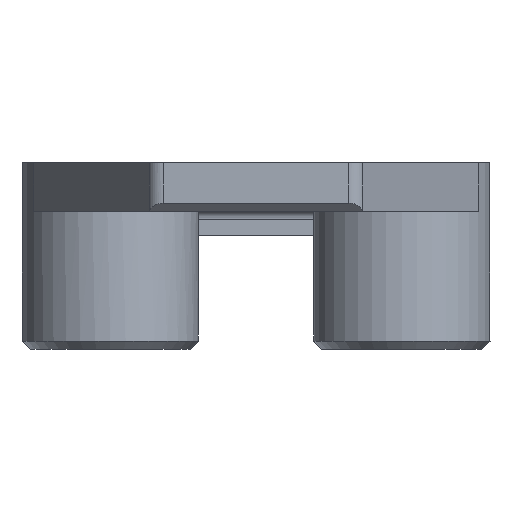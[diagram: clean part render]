
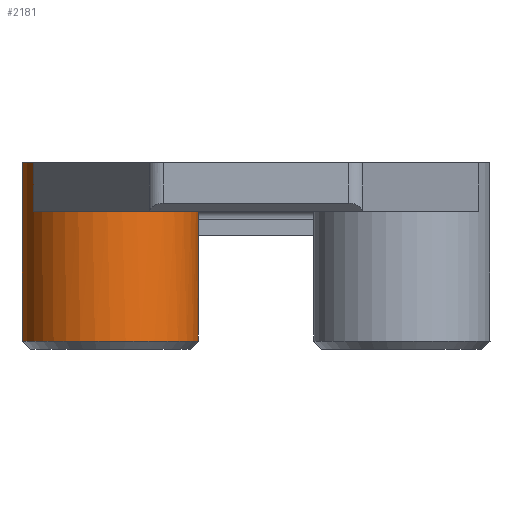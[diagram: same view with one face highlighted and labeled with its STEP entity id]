
A CAD part, front view. The second image highlights one B-rep face of the part: STEP entity #2181.
In plain terms, the highlighted cylindrical face has radius 11 mm (diameter 22 mm), a full revolution.
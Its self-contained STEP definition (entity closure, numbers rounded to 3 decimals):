
#191=FACE_OUTER_BOUND('',#333,.T.);
#333=EDGE_LOOP('',(#1727,#1728,#1729,#1730,#1731,#1732,#1733,#1734,#1735,
#1736));
#412=CIRCLE('',#2267,11.);
#455=CIRCLE('',#2329,11.);
#456=CIRCLE('',#2330,11.);
#488=CIRCLE('',#2396,11.);
#571=LINE('',#3408,#775);
#572=LINE('',#3409,#776);
#599=LINE('',#3517,#803);
#600=LINE('',#3519,#804);
#601=LINE('',#3520,#805);
#775=VECTOR('',#2742,10.);
#776=VECTOR('',#2743,1000.);
#803=VECTOR('',#2854,11.);
#804=VECTOR('',#2855,10.);
#805=VECTOR('',#2856,1000.);
#929=VERTEX_POINT('',#3176);
#930=VERTEX_POINT('',#3178);
#992=VERTEX_POINT('',#3341);
#993=VERTEX_POINT('',#3343);
#994=VERTEX_POINT('',#3345);
#1017=VERTEX_POINT('',#3407);
#1044=VERTEX_POINT('',#3515);
#1045=VERTEX_POINT('',#3518);
#1138=EDGE_CURVE('',#929,#930,#412,.T.);
#1221=EDGE_CURVE('',#992,#993,#455,.T.);
#1222=EDGE_CURVE('',#993,#994,#456,.T.);
#1252=EDGE_CURVE('',#1017,#994,#571,.T.);
#1253=EDGE_CURVE('',#929,#1017,#572,.T.);
#1300=EDGE_CURVE('',#1044,#1044,#488,.T.);
#1301=EDGE_CURVE('',#1044,#993,#599,.T.);
#1302=EDGE_CURVE('',#1045,#992,#600,.T.);
#1303=EDGE_CURVE('',#930,#1045,#601,.T.);
#1727=ORIENTED_EDGE('',*,*,#1300,.F.);
#1728=ORIENTED_EDGE('',*,*,#1301,.T.);
#1729=ORIENTED_EDGE('',*,*,#1221,.F.);
#1730=ORIENTED_EDGE('',*,*,#1302,.F.);
#1731=ORIENTED_EDGE('',*,*,#1303,.F.);
#1732=ORIENTED_EDGE('',*,*,#1138,.F.);
#1733=ORIENTED_EDGE('',*,*,#1253,.T.);
#1734=ORIENTED_EDGE('',*,*,#1252,.T.);
#1735=ORIENTED_EDGE('',*,*,#1222,.F.);
#1736=ORIENTED_EDGE('',*,*,#1301,.F.);
#2110=CYLINDRICAL_SURFACE('',#2395,11.);
#2181=ADVANCED_FACE('',(#191),#2110,.T.);
#2267=AXIS2_PLACEMENT_3D('',#3179,#2512,#2513);
#2329=AXIS2_PLACEMENT_3D('',#3344,#2676,#2677);
#2330=AXIS2_PLACEMENT_3D('',#3346,#2678,#2679);
#2395=AXIS2_PLACEMENT_3D('',#3514,#2850,#2851);
#2396=AXIS2_PLACEMENT_3D('',#3516,#2852,#2853);
#2512=DIRECTION('center_axis',(0.,0.,1.));
#2513=DIRECTION('ref_axis',(1.,0.,0.));
#2676=DIRECTION('center_axis',(0.,0.,1.));
#2677=DIRECTION('ref_axis',(1.,0.,0.));
#2678=DIRECTION('center_axis',(0.,0.,1.));
#2679=DIRECTION('ref_axis',(1.,0.,0.));
#2742=DIRECTION('',(0.,0.,1.));
#2743=DIRECTION('',(0.,0.,1.));
#2850=DIRECTION('center_axis',(0.,0.,-1.));
#2851=DIRECTION('ref_axis',(1.,0.,0.));
#2852=DIRECTION('center_axis',(0.,0.,-1.));
#2853=DIRECTION('ref_axis',(1.,0.,0.));
#2854=DIRECTION('',(0.,0.,1.));
#2855=DIRECTION('',(0.,0.,1.));
#2856=DIRECTION('',(0.,0.,1.));
#3176=CARTESIAN_POINT('',(-23.147,45.697,18.));
#3178=CARTESIAN_POINT('',(-17.66,61.433,18.));
#3179=CARTESIAN_POINT('Origin',(-13.623,51.201,18.));
#3341=CARTESIAN_POINT('',(-17.66,61.433,24.));
#3343=CARTESIAN_POINT('',(-24.623,51.201,24.));
#3344=CARTESIAN_POINT('Origin',(-13.623,51.201,24.));
#3345=CARTESIAN_POINT('',(-23.147,45.697,24.));
#3346=CARTESIAN_POINT('Origin',(-13.623,51.201,24.));
#3407=CARTESIAN_POINT('',(-23.147,45.697,23.));
#3408=CARTESIAN_POINT('',(-23.147,45.697,23.));
#3409=CARTESIAN_POINT('',(-23.147,45.697,18.));
#3514=CARTESIAN_POINT('Origin',(-13.623,51.201,18.));
#3515=CARTESIAN_POINT('',(-24.623,51.201,1.8));
#3516=CARTESIAN_POINT('Origin',(-13.623,51.201,1.8));
#3517=CARTESIAN_POINT('',(-24.623,51.201,18.));
#3518=CARTESIAN_POINT('',(-17.66,61.433,23.));
#3519=CARTESIAN_POINT('',(-17.66,61.433,23.));
#3520=CARTESIAN_POINT('',(-17.66,61.433,0.));
